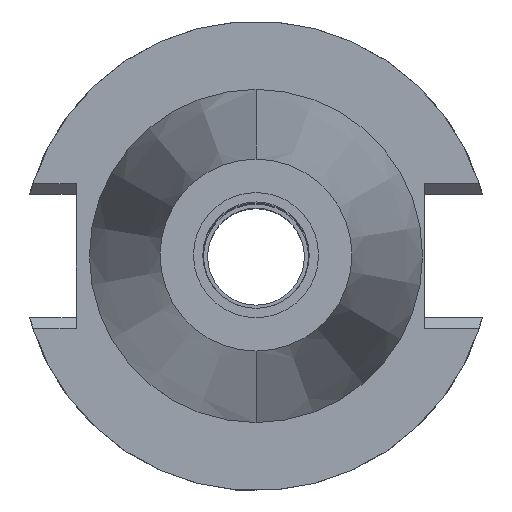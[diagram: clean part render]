
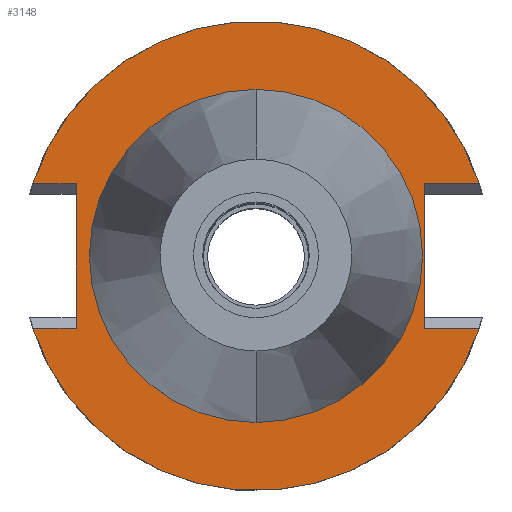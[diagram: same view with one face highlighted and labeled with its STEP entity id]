
A CAD part, top view. The second image highlights one B-rep face of the part: STEP entity #3148.
In plain terms, the highlighted planar face has unit normal (0, 0, 1).
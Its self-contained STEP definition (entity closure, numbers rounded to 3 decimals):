
#2 = ORIENTED_EDGE ( 'NONE', *, *, #1906, .F. ) ;
#65 = VERTEX_POINT ( 'NONE', #1557 ) ;
#68 = CARTESIAN_POINT ( 'NONE',  ( -37.68, -15.155, -1.5 ) ) ;
#117 = VECTOR ( 'NONE', #2535, 1000. ) ;
#169 = DIRECTION ( 'NONE',  ( 0., 1., 0. ) ) ;
#181 = DIRECTION ( 'NONE',  ( 0., -1., 0. ) ) ;
#304 = AXIS2_PLACEMENT_3D ( 'NONE', #1698, #1662, #169 ) ;
#351 = CARTESIAN_POINT ( 'NONE',  ( 35.27, 15.155, -1.5 ) ) ;
#360 = EDGE_CURVE ( 'NONE', #2437, #1874, #2333, .T. ) ;
#374 = EDGE_CURVE ( 'NONE', #1875, #1706, #3142, .T. ) ;
#381 = CARTESIAN_POINT ( 'NONE',  ( 35.27, 15.155, -1.5 ) ) ;
#399 = LINE ( 'NONE', #1426, #3313 ) ;
#409 = CIRCLE ( 'NONE', #304, 34.925 ) ;
#418 = CARTESIAN_POINT ( 'NONE',  ( -37.68, 15.155, -1.5 ) ) ;
#435 = ORIENTED_EDGE ( 'NONE', *, *, #1243, .F. ) ;
#484 = DIRECTION ( 'NONE',  ( -1., 0., 0. ) ) ;
#485 = DIRECTION ( 'NONE',  ( 0., 0., -1. ) ) ;
#549 = CARTESIAN_POINT ( 'NONE',  ( 46.821, 15.155, -1.5 ) ) ;
#594 = VERTEX_POINT ( 'NONE', #1063 ) ;
#640 = DIRECTION ( 'NONE',  ( 0., 0., -1. ) ) ;
#646 = ORIENTED_EDGE ( 'NONE', *, *, #3147, .F. ) ;
#663 = ORIENTED_EDGE ( 'NONE', *, *, #3252, .F. ) ;
#729 = ORIENTED_EDGE ( 'NONE', *, *, #858, .T. ) ;
#858 = EDGE_CURVE ( 'NONE', #594, #1874, #2682, .T. ) ;
#873 = EDGE_LOOP ( 'NONE', ( #2155, #646 ) ) ;
#880 = AXIS2_PLACEMENT_3D ( 'NONE', #2937, #640, #3205 ) ;
#901 = VECTOR ( 'NONE', #1103, 1000. ) ;
#1033 = CARTESIAN_POINT ( 'NONE',  ( 0., 0., -1.5 ) ) ;
#1063 = CARTESIAN_POINT ( 'NONE',  ( 35.27, 15.155, -1.5 ) ) ;
#1103 = DIRECTION ( 'NONE',  ( 0., 1., 0. ) ) ;
#1210 = CARTESIAN_POINT ( 'NONE',  ( 0., 0., -1.5 ) ) ;
#1231 = ORIENTED_EDGE ( 'NONE', *, *, #1565, .F. ) ;
#1243 = EDGE_CURVE ( 'NONE', #594, #65, #2648, .T. ) ;
#1338 = CARTESIAN_POINT ( 'NONE',  ( 46.821, -15.155, -1.5 ) ) ;
#1406 = DIRECTION ( 'NONE',  ( 1., 0., 0. ) ) ;
#1414 = DIRECTION ( 'NONE',  ( 0., 0., 1. ) ) ;
#1426 = CARTESIAN_POINT ( 'NONE',  ( -37.68, -15.155, -1.5 ) ) ;
#1460 = DIRECTION ( 'NONE',  ( 0., 0., -1. ) ) ;
#1481 = VERTEX_POINT ( 'NONE', #1712 ) ;
#1557 = CARTESIAN_POINT ( 'NONE',  ( 35.27, -15.155, -1.5 ) ) ;
#1565 = EDGE_CURVE ( 'NONE', #1481, #2437, #2414, .T. ) ;
#1625 = EDGE_CURVE ( 'NONE', #2747, #1706, #399, .T. ) ;
#1660 = CARTESIAN_POINT ( 'NONE',  ( 0., 34.925, -1.5 ) ) ;
#1662 = DIRECTION ( 'NONE',  ( 0., 0., 1. ) ) ;
#1685 = ORIENTED_EDGE ( 'NONE', *, *, #1625, .T. ) ;
#1698 = CARTESIAN_POINT ( 'NONE',  ( 0., 0., -1.5 ) ) ;
#1706 = VERTEX_POINT ( 'NONE', #2007 ) ;
#1712 = CARTESIAN_POINT ( 'NONE',  ( -37.68, 15.155, -1.5 ) ) ;
#1740 = CARTESIAN_POINT ( 'NONE',  ( 0., 0., -1.5 ) ) ;
#1765 = CARTESIAN_POINT ( 'NONE',  ( -37.68, -15.155, -1.5 ) ) ;
#1823 = LINE ( 'NONE', #68, #901 ) ;
#1874 = VERTEX_POINT ( 'NONE', #549 ) ;
#1875 = VERTEX_POINT ( 'NONE', #1338 ) ;
#1893 = AXIS2_PLACEMENT_3D ( 'NONE', #1210, #1414, #2706 ) ;
#1906 = EDGE_CURVE ( 'NONE', #2747, #1481, #1823, .T. ) ;
#1921 = FACE_OUTER_BOUND ( 'NONE', #2959, .T. ) ;
#1929 = VERTEX_POINT ( 'NONE', #2426 ) ;
#2007 = CARTESIAN_POINT ( 'NONE',  ( -46.821, -15.155, -1.5 ) ) ;
#2022 = VECTOR ( 'NONE', #1406, 1000. ) ;
#2076 = VECTOR ( 'NONE', #2156, 1000. ) ;
#2155 = ORIENTED_EDGE ( 'NONE', *, *, #2549, .F. ) ;
#2156 = DIRECTION ( 'NONE',  ( 0., -1., 0. ) ) ;
#2183 = VECTOR ( 'NONE', #2984, 1000. ) ;
#2224 = FACE_BOUND ( 'NONE', #873, .T. ) ;
#2246 = CARTESIAN_POINT ( 'NONE',  ( 35.27, -15.155, -1.5 ) ) ;
#2333 = CIRCLE ( 'NONE', #2447, 49.212 ) ;
#2414 = LINE ( 'NONE', #418, #2183 ) ;
#2426 = CARTESIAN_POINT ( 'NONE',  ( 0., -34.925, -1.5 ) ) ;
#2437 = VERTEX_POINT ( 'NONE', #2908 ) ;
#2447 = AXIS2_PLACEMENT_3D ( 'NONE', #1740, #485, #2765 ) ;
#2527 = CIRCLE ( 'NONE', #1893, 34.925 ) ;
#2535 = DIRECTION ( 'NONE',  ( 1., 0., 0. ) ) ;
#2547 = LINE ( 'NONE', #2246, #117 ) ;
#2549 = EDGE_CURVE ( 'NONE', #3149, #1929, #409, .T. ) ;
#2557 = AXIS2_PLACEMENT_3D ( 'NONE', #1033, #1460, #181 ) ;
#2607 = ORIENTED_EDGE ( 'NONE', *, *, #374, .F. ) ;
#2648 = LINE ( 'NONE', #351, #2076 ) ;
#2682 = LINE ( 'NONE', #381, #2022 ) ;
#2706 = DIRECTION ( 'NONE',  ( 0., -1., 0. ) ) ;
#2731 = ORIENTED_EDGE ( 'NONE', *, *, #360, .F. ) ;
#2747 = VERTEX_POINT ( 'NONE', #1765 ) ;
#2765 = DIRECTION ( 'NONE',  ( 0., 1., 0. ) ) ;
#2908 = CARTESIAN_POINT ( 'NONE',  ( -46.821, 15.155, -1.5 ) ) ;
#2937 = CARTESIAN_POINT ( 'NONE',  ( 0., 0., -1.5 ) ) ;
#2959 = EDGE_LOOP ( 'NONE', ( #1685, #2607, #663, #435, #729, #2731, #1231, #2 ) ) ;
#2984 = DIRECTION ( 'NONE',  ( -1., 0., 0. ) ) ;
#3142 = CIRCLE ( 'NONE', #2557, 49.212 ) ;
#3147 = EDGE_CURVE ( 'NONE', #1929, #3149, #2527, .T. ) ;
#3148 = ADVANCED_FACE ( 'NONE', ( #1921, #2224 ), #3257, .F. ) ;
#3149 = VERTEX_POINT ( 'NONE', #1660 ) ;
#3205 = DIRECTION ( 'NONE',  ( 0., -1., 0. ) ) ;
#3252 = EDGE_CURVE ( 'NONE', #65, #1875, #2547, .T. ) ;
#3257 = PLANE ( 'NONE',  #880 ) ;
#3313 = VECTOR ( 'NONE', #484, 1000. ) ;
